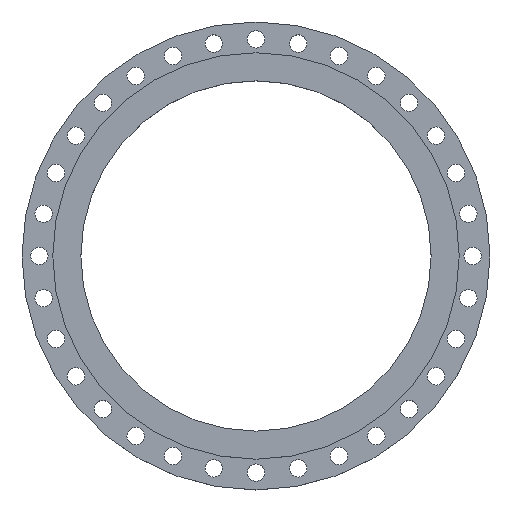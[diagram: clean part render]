
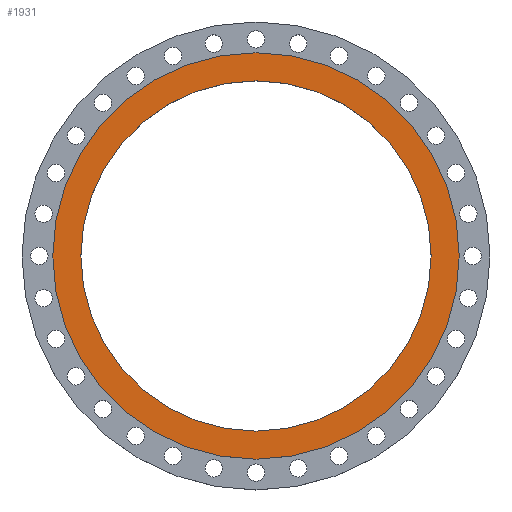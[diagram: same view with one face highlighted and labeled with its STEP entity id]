
A CAD part, top view. The second image highlights one B-rep face of the part: STEP entity #1931.
In plain terms, the highlighted planar face has unit normal (0, 0, 1).
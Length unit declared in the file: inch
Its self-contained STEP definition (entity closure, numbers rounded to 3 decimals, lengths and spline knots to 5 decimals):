
#49 = DIRECTION ( 'NONE',  ( 1., 0., 0. ) ) ;
#83 = VERTEX_POINT ( 'NONE', #1287 ) ;
#144 = CARTESIAN_POINT ( 'NONE',  ( 16.375, 0., 0. ) ) ;
#187 = DIRECTION ( 'NONE',  ( 0., 0., 1. ) ) ;
#256 = ORIENTED_EDGE ( 'NONE', *, *, #2602, .F. ) ;
#348 = FACE_OUTER_BOUND ( 'NONE', #2194, .T. ) ;
#390 = DIRECTION ( 'NONE',  ( 1., 0., 0. ) ) ;
#433 = CARTESIAN_POINT ( 'NONE',  ( 0., 0., 0. ) ) ;
#558 = CARTESIAN_POINT ( 'NONE',  ( 0., 0., 0. ) ) ;
#563 = VERTEX_POINT ( 'NONE', #1506 ) ;
#592 = EDGE_LOOP ( 'NONE', ( #256, #2163 ) ) ;
#659 = DIRECTION ( 'NONE',  ( 0., 0., 1. ) ) ;
#672 = AXIS2_PLACEMENT_3D ( 'NONE', #558, #1464, #2374 ) ;
#743 = VERTEX_POINT ( 'NONE', #2686 ) ;
#872 = CIRCLE ( 'NONE', #2550, 16.375 ) ;
#877 = DIRECTION ( 'NONE',  ( 0., 0., 1. ) ) ;
#880 = ORIENTED_EDGE ( 'NONE', *, *, #1903, .T. ) ;
#892 = EDGE_CURVE ( 'NONE', #743, #563, #1341, .T. ) ;
#894 = CARTESIAN_POINT ( 'NONE',  ( 0., 0., 0. ) ) ;
#1112 = DIRECTION ( 'NONE',  ( 1., 0., 0. ) ) ;
#1116 = CARTESIAN_POINT ( 'NONE',  ( 0., 0., 0. ) ) ;
#1259 = PLANE ( 'NONE',  #2812 ) ;
#1287 = CARTESIAN_POINT ( 'NONE',  ( -16.375, 0., 0. ) ) ;
#1300 = CIRCLE ( 'NONE', #672, 19. ) ;
#1328 = DIRECTION ( 'NONE',  ( -1., 0., 0. ) ) ;
#1341 = CIRCLE ( 'NONE', #2110, 19. ) ;
#1402 = AXIS2_PLACEMENT_3D ( 'NONE', #433, #877, #390 ) ;
#1464 = DIRECTION ( 'NONE',  ( 0., 0., 1. ) ) ;
#1506 = CARTESIAN_POINT ( 'NONE',  ( -19., 0., 0. ) ) ;
#1800 = ORIENTED_EDGE ( 'NONE', *, *, #892, .T. ) ;
#1903 = EDGE_CURVE ( 'NONE', #563, #743, #1300, .T. ) ;
#1931 = ADVANCED_FACE ( 'NONE', ( #2388, #348 ), #1259, .F. ) ;
#2110 = AXIS2_PLACEMENT_3D ( 'NONE', #894, #187, #1112 ) ;
#2163 = ORIENTED_EDGE ( 'NONE', *, *, #2799, .F. ) ;
#2177 = CIRCLE ( 'NONE', #1402, 16.375 ) ;
#2179 = CARTESIAN_POINT ( 'NONE',  ( 0., 16.375, 0. ) ) ;
#2194 = EDGE_LOOP ( 'NONE', ( #1800, #880 ) ) ;
#2262 = DIRECTION ( 'NONE',  ( 0., 0., -1. ) ) ;
#2374 = DIRECTION ( 'NONE',  ( 1., 0., 0. ) ) ;
#2388 = FACE_BOUND ( 'NONE', #592, .T. ) ;
#2526 = VERTEX_POINT ( 'NONE', #144 ) ;
#2550 = AXIS2_PLACEMENT_3D ( 'NONE', #1116, #659, #49 ) ;
#2602 = EDGE_CURVE ( 'NONE', #2526, #83, #872, .T. ) ;
#2686 = CARTESIAN_POINT ( 'NONE',  ( 19., 0., 0. ) ) ;
#2799 = EDGE_CURVE ( 'NONE', #83, #2526, #2177, .T. ) ;
#2812 = AXIS2_PLACEMENT_3D ( 'NONE', #2179, #2262, #1328 ) ;
